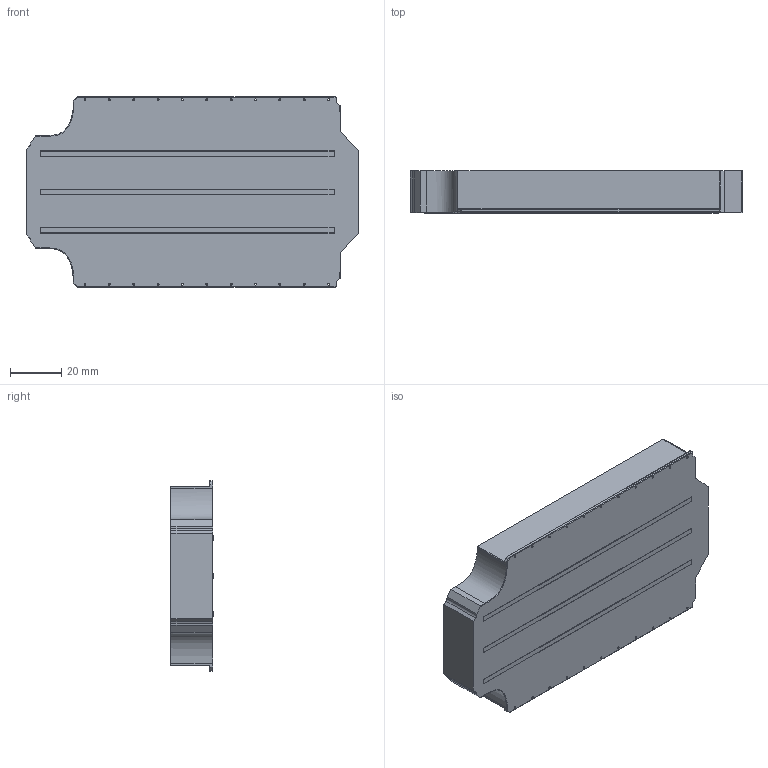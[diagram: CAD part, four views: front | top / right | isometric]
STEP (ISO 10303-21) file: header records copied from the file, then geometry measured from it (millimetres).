
FILE_DESCRIPTION (( 'STEP AP214' ), '1' );
FILE_NAME ('BatModule_Lower.STEP', '2023-07-10T17:52:14', ( '' ), ( '' ), 'SwSTEP 2.0', 'SolidWorks 2021', '' );
FILE_SCHEMA (( 'AUTOMOTIVE_DESIGN' ));
Length unit declared in the file: millimetre
Products named in the file (1): BatModule_Lower
Bounding box: 129.49 x 16.47 x 74.2 mm (x, y, z)
Volume: 119811.9 mm3; surface area: 30714.3 mm2
Topology: 1 solids, 1 shells, 263 faces, 640 edges, 374 vertices
Faces by surface type: cylinder 152, plane 65, sphere 22, torus 14, bspline 10
Entity records: 8044 total; most frequent: CARTESIAN_POINT 1766, DIRECTION 1404, ORIENTED_EDGE 1232, EDGE_CURVE 616, AXIS2_PLACEMENT_3D 560, VERTEX_POINT 374, EDGE_LOOP 326, CIRCLE 306
